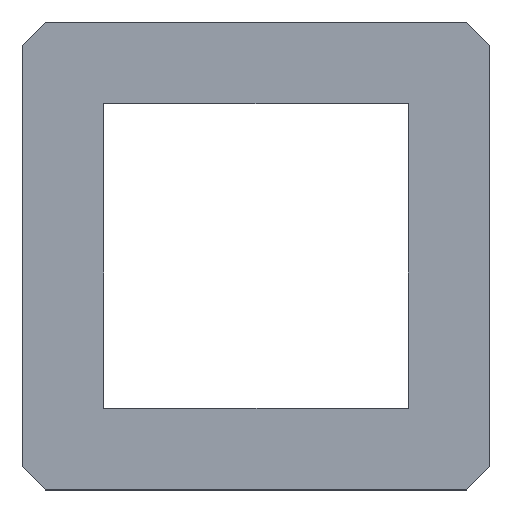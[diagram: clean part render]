
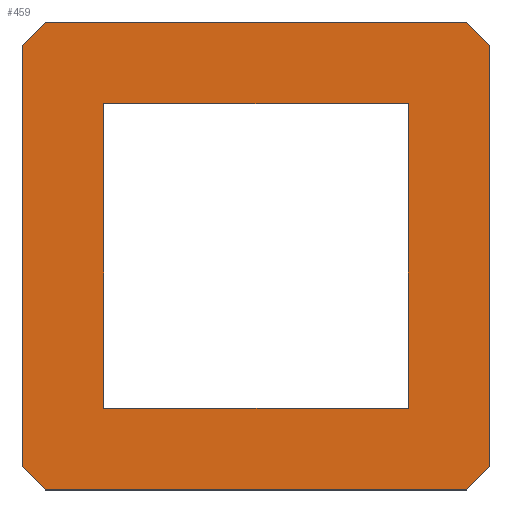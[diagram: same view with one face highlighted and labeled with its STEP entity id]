
A CAD part, top view. The second image highlights one B-rep face of the part: STEP entity #459.
In plain terms, the highlighted planar face has unit normal (0, 0, 1).
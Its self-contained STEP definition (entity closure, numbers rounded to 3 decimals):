
#49=CARTESIAN_POINT('',(13.,13.,0.5));
#50=VERTEX_POINT('',#49);
#51=CARTESIAN_POINT('',(13.,-13.,0.5));
#52=VERTEX_POINT('',#51);
#53=CARTESIAN_POINT('',(13.,13.,0.5));
#54=DIRECTION('',(0.0,-1.0,0.0));
#55=VECTOR('',#54,26.);
#56=LINE('',#53,#55);
#57=EDGE_CURVE('',#50,#52,#56,.T.);
#89=CARTESIAN_POINT('',(-13.,-13.,0.5));
#90=VERTEX_POINT('',#89);
#91=CARTESIAN_POINT('',(13.,-13.,0.5));
#92=DIRECTION('',(-1.0,0.0,0.0));
#93=VECTOR('',#92,26.);
#94=LINE('',#91,#93);
#95=EDGE_CURVE('',#52,#90,#94,.T.);
#120=CARTESIAN_POINT('',(-13.,13.,0.5));
#121=VERTEX_POINT('',#120);
#122=CARTESIAN_POINT('',(-13.,-13.,0.5));
#123=DIRECTION('',(0.0,1.0,0.0));
#124=VECTOR('',#123,26.);
#125=LINE('',#122,#124);
#126=EDGE_CURVE('',#90,#121,#125,.T.);
#151=CARTESIAN_POINT('',(-13.,13.,0.5));
#152=DIRECTION('',(1.0,0.0,0.0));
#153=VECTOR('',#152,26.);
#154=LINE('',#151,#153);
#155=EDGE_CURVE('',#121,#50,#154,.T.);
#251=CARTESIAN_POINT('',(20.,18.,0.5));
#252=VERTEX_POINT('',#251);
#253=CARTESIAN_POINT('',(20.,-18.,0.5));
#254=VERTEX_POINT('',#253);
#255=CARTESIAN_POINT('',(20.,18.,0.5));
#256=DIRECTION('',(0.0,-1.0,0.0));
#257=VECTOR('',#256,36.0);
#258=LINE('',#255,#257);
#259=EDGE_CURVE('',#252,#254,#258,.T.);
#282=CARTESIAN_POINT('',(18.,-20.,0.5));
#283=VERTEX_POINT('',#282);
#284=CARTESIAN_POINT('',(20.,-18.,0.5));
#285=DIRECTION('',(-0.707,-0.707,0.0));
#286=VECTOR('',#285,2.828);
#287=LINE('',#284,#286);
#288=EDGE_CURVE('',#254,#283,#287,.T.);
#306=CARTESIAN_POINT('',(-18.,-20.,0.5));
#307=VERTEX_POINT('',#306);
#308=CARTESIAN_POINT('',(18.,-20.,0.5));
#309=DIRECTION('',(-1.0,0.0,0.0));
#310=VECTOR('',#309,36.);
#311=LINE('',#308,#310);
#312=EDGE_CURVE('',#283,#307,#311,.T.);
#330=CARTESIAN_POINT('',(-20.,-18.,0.5));
#331=VERTEX_POINT('',#330);
#332=CARTESIAN_POINT('',(-18.,-20.,0.5));
#333=DIRECTION('',(-0.707,0.707,0.0));
#334=VECTOR('',#333,2.828);
#335=LINE('',#332,#334);
#336=EDGE_CURVE('',#307,#331,#335,.T.);
#354=CARTESIAN_POINT('',(-20.,18.,0.5));
#355=VERTEX_POINT('',#354);
#356=CARTESIAN_POINT('',(-20.,-18.,0.5));
#357=DIRECTION('',(0.0,1.0,0.0));
#358=VECTOR('',#357,36.0);
#359=LINE('',#356,#358);
#360=EDGE_CURVE('',#331,#355,#359,.T.);
#378=CARTESIAN_POINT('',(-18.,20.,0.5));
#379=VERTEX_POINT('',#378);
#380=CARTESIAN_POINT('',(-20.,18.,0.5));
#381=DIRECTION('',(0.707,0.707,0.0));
#382=VECTOR('',#381,2.828);
#383=LINE('',#380,#382);
#384=EDGE_CURVE('',#355,#379,#383,.T.);
#402=CARTESIAN_POINT('',(18.,20.,0.5));
#403=VERTEX_POINT('',#402);
#404=CARTESIAN_POINT('',(-18.,20.,0.5));
#405=DIRECTION('',(1.0,0.0,0.0));
#406=VECTOR('',#405,36.);
#407=LINE('',#404,#406);
#408=EDGE_CURVE('',#379,#403,#407,.T.);
#426=CARTESIAN_POINT('',(18.,20.,0.5));
#427=DIRECTION('',(0.707,-0.707,0.0));
#428=VECTOR('',#427,2.828);
#429=LINE('',#426,#428);
#430=EDGE_CURVE('',#403,#252,#429,.T.);
#438=CARTESIAN_POINT('',(0.,0.,0.5));
#439=DIRECTION('',(0.0,0.0,1.0));
#440=DIRECTION('',(1.0,0.0,0.0));
#441=AXIS2_PLACEMENT_3D('',#438,#439,#440);
#442=PLANE('',#441);
#443=ORIENTED_EDGE('',*,*,#259,.F.);
#444=ORIENTED_EDGE('',*,*,#430,.F.);
#445=ORIENTED_EDGE('',*,*,#408,.F.);
#446=ORIENTED_EDGE('',*,*,#384,.F.);
#447=ORIENTED_EDGE('',*,*,#360,.F.);
#448=ORIENTED_EDGE('',*,*,#336,.F.);
#449=ORIENTED_EDGE('',*,*,#312,.F.);
#450=ORIENTED_EDGE('',*,*,#288,.F.);
#451=EDGE_LOOP('',(#443,#444,#445,#446,#447,#448,#449,#450));
#452=FACE_OUTER_BOUND('',#451,.T.);
#453=ORIENTED_EDGE('',*,*,#57,.T.);
#454=ORIENTED_EDGE('',*,*,#95,.T.);
#455=ORIENTED_EDGE('',*,*,#126,.T.);
#456=ORIENTED_EDGE('',*,*,#155,.T.);
#457=EDGE_LOOP('',(#453,#454,#455,#456));
#458=FACE_BOUND('',#457,.T.);
#459=ADVANCED_FACE('',(#452,#458),#442,.T.);
